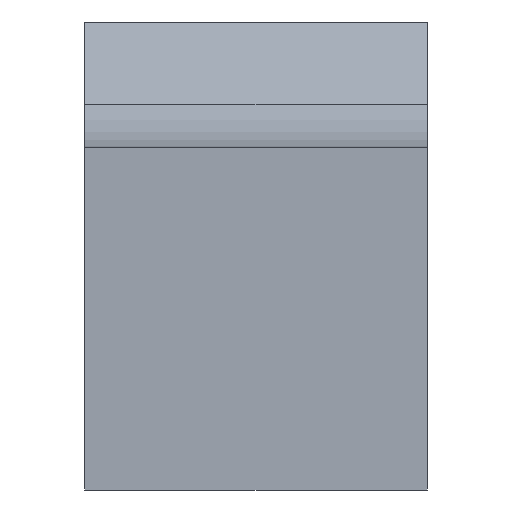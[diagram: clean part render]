
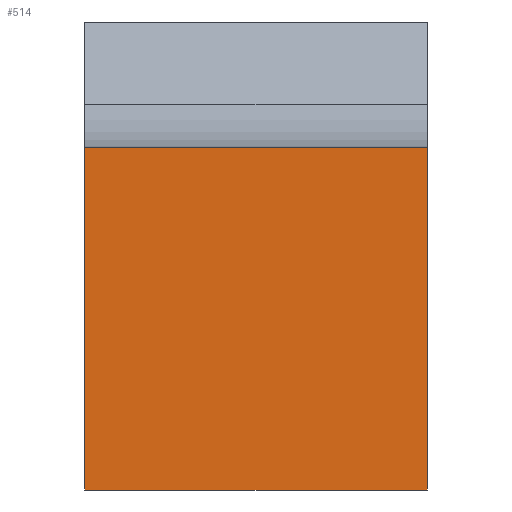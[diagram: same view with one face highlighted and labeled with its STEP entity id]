
A CAD part, left-side view. The second image highlights one B-rep face of the part: STEP entity #514.
In plain terms, the highlighted planar face has unit normal (-1, 0, 0).
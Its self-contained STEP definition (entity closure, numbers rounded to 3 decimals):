
#35 = ORIENTED_EDGE ( 'NONE', *, *, #600, .T. ) ;
#54 = VERTEX_POINT ( 'NONE', #999 ) ;
#141 = CARTESIAN_POINT ( 'NONE',  ( 0., 9.525, 0. ) ) ;
#217 = VERTEX_POINT ( 'NONE', #986 ) ;
#233 = VECTOR ( 'NONE', #565, 1000. ) ;
#243 = LINE ( 'NONE', #1078, #233 ) ;
#261 = VECTOR ( 'NONE', #323, 1000. ) ;
#278 = EDGE_CURVE ( 'NONE', #217, #282, #243, .T. ) ;
#282 = VERTEX_POINT ( 'NONE', #458 ) ;
#298 = AXIS2_PLACEMENT_3D ( 'NONE', #1267, #455, #870 ) ;
#323 = DIRECTION ( 'NONE',  ( 0., 0., 1. ) ) ;
#331 = ORIENTED_EDGE ( 'NONE', *, *, #697, .T. ) ;
#360 = LINE ( 'NONE', #686, #1091 ) ;
#406 = ORIENTED_EDGE ( 'NONE', *, *, #278, .F. ) ;
#441 = LINE ( 'NONE', #141, #261 ) ;
#455 = DIRECTION ( 'NONE',  ( 1., 0., 0. ) ) ;
#458 = CARTESIAN_POINT ( 'NONE',  ( 0., 0., 9.525 ) ) ;
#514 = ADVANCED_FACE ( 'NONE', ( #1261 ), #967, .F. ) ;
#565 = DIRECTION ( 'NONE',  ( 0., -1., 0. ) ) ;
#600 = EDGE_CURVE ( 'NONE', #965, #54, #360, .T. ) ;
#686 = CARTESIAN_POINT ( 'NONE',  ( 0., 9.525, 0. ) ) ;
#697 = EDGE_CURVE ( 'NONE', #54, #282, #1010, .T. ) ;
#747 = CARTESIAN_POINT ( 'NONE',  ( 0., 9.525, 0. ) ) ;
#788 = DIRECTION ( 'NONE',  ( 0., -1., 0. ) ) ;
#870 = DIRECTION ( 'NONE',  ( 0., 0., -1. ) ) ;
#954 = EDGE_CURVE ( 'NONE', #965, #217, #441, .T. ) ;
#965 = VERTEX_POINT ( 'NONE', #747 ) ;
#967 = PLANE ( 'NONE',  #298 ) ;
#986 = CARTESIAN_POINT ( 'NONE',  ( 0., 9.525, 9.525 ) ) ;
#998 = DIRECTION ( 'NONE',  ( 0., 0., 1. ) ) ;
#999 = CARTESIAN_POINT ( 'NONE',  ( 0., 0., 0. ) ) ;
#1010 = LINE ( 'NONE', #1102, #1253 ) ;
#1074 = ORIENTED_EDGE ( 'NONE', *, *, #954, .F. ) ;
#1078 = CARTESIAN_POINT ( 'NONE',  ( 0., 130.023, 9.525 ) ) ;
#1091 = VECTOR ( 'NONE', #788, 1000. ) ;
#1102 = CARTESIAN_POINT ( 'NONE',  ( 0., 0., 0. ) ) ;
#1253 = VECTOR ( 'NONE', #998, 1000. ) ;
#1261 = FACE_OUTER_BOUND ( 'NONE', #1314, .T. ) ;
#1267 = CARTESIAN_POINT ( 'NONE',  ( 0., 9.525, 0. ) ) ;
#1314 = EDGE_LOOP ( 'NONE', ( #331, #406, #1074, #35 ) ) ;
